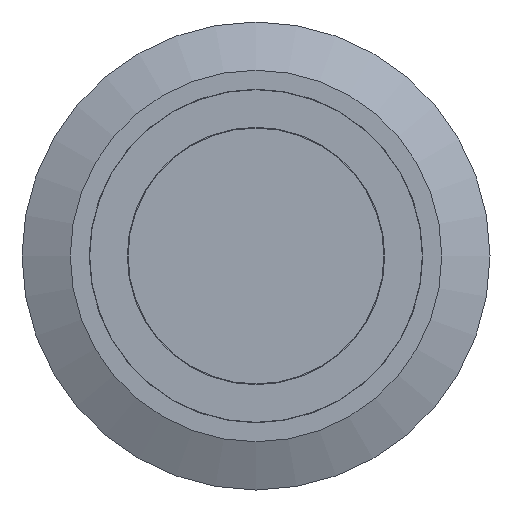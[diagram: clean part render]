
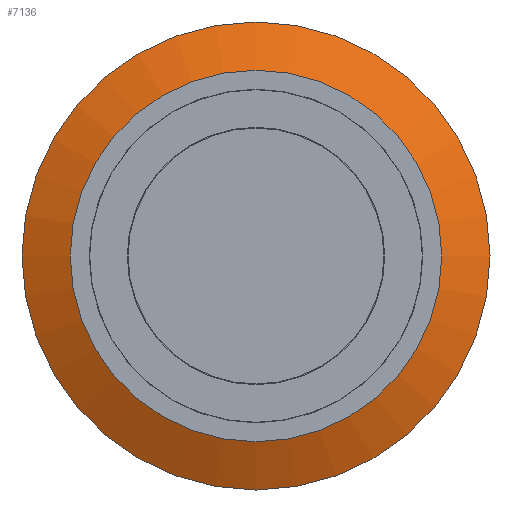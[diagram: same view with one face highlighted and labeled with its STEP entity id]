
A CAD part, left-side view. The second image highlights one B-rep face of the part: STEP entity #7136.
In plain terms, the highlighted conical face has half-angle 65.556 degrees and reference radius 25.4 mm.
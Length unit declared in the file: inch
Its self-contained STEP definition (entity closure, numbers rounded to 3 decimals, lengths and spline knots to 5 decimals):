
#86=CONICAL_SURFACE('',#7591,1.,1.144);
#421=FACE_OUTER_BOUND('',#835,.T.);
#835=EDGE_LOOP('',(#4961,#4962,#4963,#4964,#4965,#4966,#4967));
#1275=CIRCLE('',#7576,0.62992);
#1278=CIRCLE('',#7579,0.62992);
#1279=CIRCLE('',#7580,0.62992);
#1285=CIRCLE('',#7589,0.5);
#1286=CIRCLE('',#7590,0.5);
#1576=LINE('',#10580,#2366);
#2366=VECTOR('',#8377,1.);
#3153=VERTEX_POINT('',#10550);
#3154=VERTEX_POINT('',#10551);
#3157=VERTEX_POINT('',#10558);
#3163=VERTEX_POINT('',#10575);
#3164=VERTEX_POINT('',#10576);
#3843=EDGE_CURVE('',#3153,#3154,#1275,.T.);
#3847=EDGE_CURVE('',#3154,#3157,#1278,.T.);
#3848=EDGE_CURVE('',#3157,#3153,#1279,.T.);
#3855=EDGE_CURVE('',#3163,#3164,#1285,.T.);
#3856=EDGE_CURVE('',#3164,#3163,#1286,.T.);
#3857=EDGE_CURVE('',#3157,#3164,#1576,.T.);
#4961=ORIENTED_EDGE('',*,*,#3843,.F.);
#4962=ORIENTED_EDGE('',*,*,#3848,.F.);
#4963=ORIENTED_EDGE('',*,*,#3857,.T.);
#4964=ORIENTED_EDGE('',*,*,#3855,.F.);
#4965=ORIENTED_EDGE('',*,*,#3856,.F.);
#4966=ORIENTED_EDGE('',*,*,#3857,.F.);
#4967=ORIENTED_EDGE('',*,*,#3847,.F.);
#7136=ADVANCED_FACE('',(#421),#86,.T.);
#7576=AXIS2_PLACEMENT_3D('',#10552,#8343,#8344);
#7579=AXIS2_PLACEMENT_3D('',#10559,#8350,#8351);
#7580=AXIS2_PLACEMENT_3D('',#10560,#8352,#8353);
#7589=AXIS2_PLACEMENT_3D('',#10577,#8371,#8372);
#7590=AXIS2_PLACEMENT_3D('',#10578,#8373,#8374);
#7591=AXIS2_PLACEMENT_3D('',#10579,#8375,#8376);
#8343=DIRECTION('center_axis',(1.,0.,0.));
#8344=DIRECTION('ref_axis',(0.,-1.,0.));
#8350=DIRECTION('center_axis',(1.,0.,0.));
#8351=DIRECTION('ref_axis',(0.,-1.,0.));
#8352=DIRECTION('center_axis',(1.,0.,0.));
#8353=DIRECTION('ref_axis',(0.,-1.,0.));
#8371=DIRECTION('center_axis',(-1.,0.,0.));
#8372=DIRECTION('ref_axis',(0.,0.,1.));
#8373=DIRECTION('center_axis',(-1.,0.,0.));
#8374=DIRECTION('ref_axis',(0.,0.,1.));
#8375=DIRECTION('center_axis',(1.,0.,0.));
#8376=DIRECTION('ref_axis',(0.,0.,1.));
#8377=DIRECTION('',(-0.414,0.,0.91));
#10550=CARTESIAN_POINT('',(-0.01969,0.,0.62992));
#10551=CARTESIAN_POINT('',(-0.01969,-0.62992,0.));
#10552=CARTESIAN_POINT('Origin',(-0.01969,0.,0.));
#10558=CARTESIAN_POINT('',(-0.01969,0.,-0.62992));
#10559=CARTESIAN_POINT('Origin',(-0.01969,0.,0.));
#10560=CARTESIAN_POINT('Origin',(-0.01969,0.,0.));
#10575=CARTESIAN_POINT('',(-0.07874,0.,0.5));
#10576=CARTESIAN_POINT('',(-0.07874,0.,-0.5));
#10577=CARTESIAN_POINT('Origin',(-0.07874,0.,0.));
#10578=CARTESIAN_POINT('Origin',(-0.07874,0.,0.));
#10579=CARTESIAN_POINT('Origin',(0.14853,0.,0.));
#10580=CARTESIAN_POINT('',(0.14853,0.,-1.));
